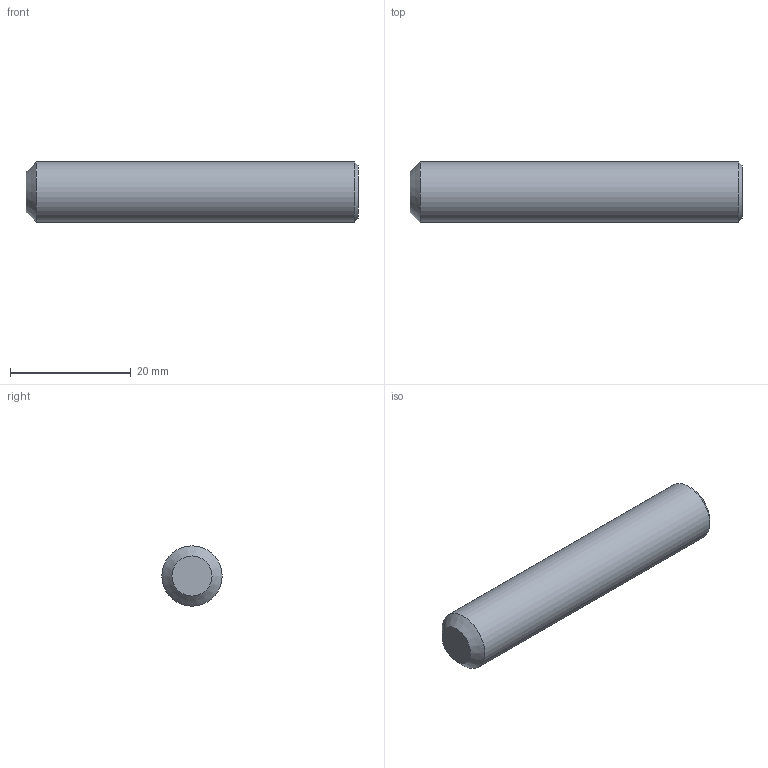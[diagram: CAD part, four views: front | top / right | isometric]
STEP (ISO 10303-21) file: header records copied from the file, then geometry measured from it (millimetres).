
FILE_DESCRIPTION (( 'STEP AP203' ), '1' );
FILE_NAME ('58301-V4A-55.STEP', '2020-01-24T13:09:14', ( '' ), ( '' ), 'SwSTEP 2.0', 'SolidWorks 2015', '' );
FILE_SCHEMA (( 'CONFIG_CONTROL_DESIGN' ));
Length unit declared in the file: millimetre
Products named in the file (2): 58301-V4A-55
Bounding box: 55 x 10 x 10 mm (x, y, z)
Volume: 4135.1 mm3; surface area: 1947.5 mm2
Topology: 1 solids, 1 shells, 296 faces, 791 edges, 526 vertices
Faces by surface type: plane 164, bspline 128, cone 3, cylinder 1
Full cylindrical faces by diameter (mm): 10 x1
Entity records: 16710 total; most frequent: CARTESIAN_POINT 10068, ORIENTED_EDGE 1568, DIRECTION 878, EDGE_CURVE 784, VERTEX_POINT 522, LINE 518, VECTOR 518, EDGE_LOOP 328
